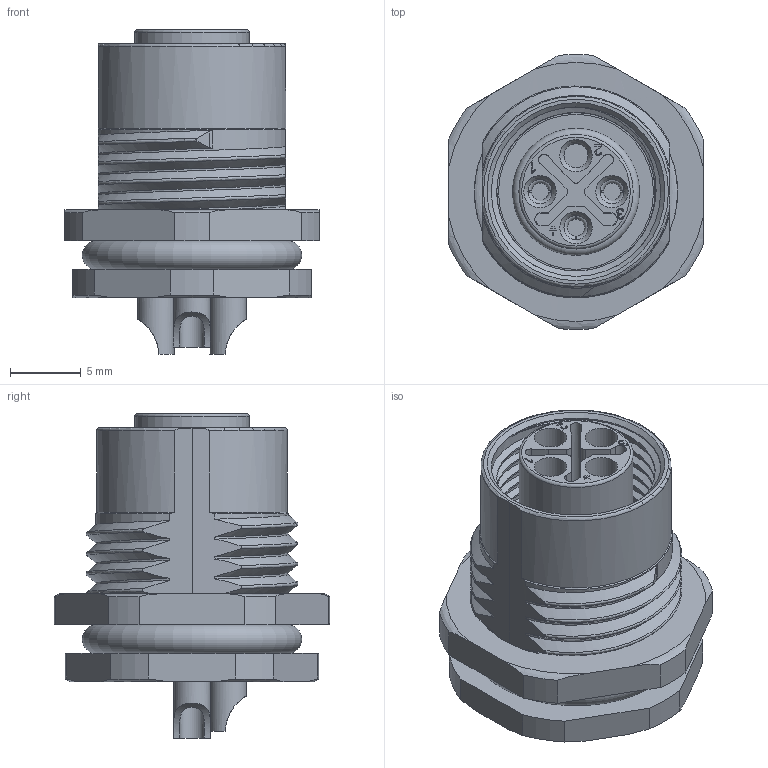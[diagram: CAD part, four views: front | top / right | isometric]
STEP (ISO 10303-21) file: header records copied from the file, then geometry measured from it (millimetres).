
FILE_DESCRIPTION(/* description */ (''),/* implementation_level */ '2;1');
FILE_NAME(/* name */ '3D_1630043232503_M12-F04S-BKR-M16-C_V1.0_stp.stp',/* time_stamp */ '2024-03-19T17:39:49+08:00',/* author */ (''),/* organization */ (''),/* preprocessor_version */ 'ST-DEVELOPER v18.1',/* originating_system */ 'SIEMENS PLM Software NX 1980',/* authorisation */ '');
FILE_SCHEMA (('AUTOMOTIVE_DESIGN { 1 0 10303 214 3 1 1 1 }'));
Length unit declared in the file: millimetre
Products named in the file (1): 3D_1630043232503_M12-F04S-BKR-M16-C_V1.0_stp
Bounding box: 18 x 19.48 x 23 mm (x, y, z)
Volume: 2611.5 mm3; surface area: 3298.3 mm2
Topology: 1 solids, 2 shells, 322 faces, 879 edges, 572 vertices
Faces by surface type: plane 118, cylinder 107, cone 39, torus 33, bspline 22, extrusion 3
Full cylindrical faces by diameter (mm): 1.6 x3, 1.7 x4, 1.75 x3, 2.2 x3, 2.3 x7, 2.6 x3, 8.1 x2, 10.982 x1, 11.012 x1, 12 x8, 13 x2
Entity records: 13975 total; most frequent: CARTESIAN_POINT 7036, ORIENTED_EDGE 1530, DIRECTION 1193, EDGE_CURVE 765, VERTEX_POINT 521, AXIS2_PLACEMENT_3D 461, EDGE_LOOP 384, B_SPLINE_CURVE_WITH_KNOTS 329
